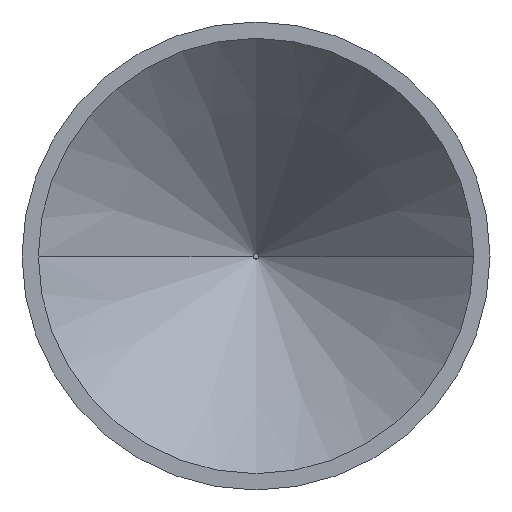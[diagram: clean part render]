
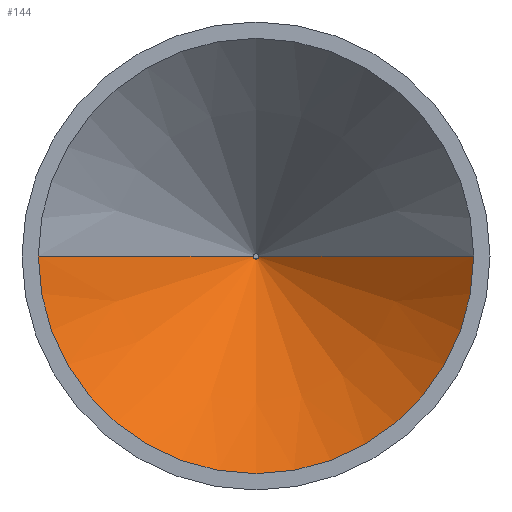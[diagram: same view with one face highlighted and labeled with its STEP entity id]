
A CAD part, top view. The second image highlights one B-rep face of the part: STEP entity #144.
In plain terms, the highlighted conical face has half-angle 45 degrees and reference radius 40 mm.
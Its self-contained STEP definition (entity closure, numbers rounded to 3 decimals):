
#1 = FACE_OUTER_BOUND ( 'NONE', #87, .T. ) ;
#4 = AXIS2_PLACEMENT_3D ( 'NONE', #157, #31, #19 ) ;
#5 = LINE ( 'NONE', #100, #118 ) ;
#7 = AXIS2_PLACEMENT_3D ( 'NONE', #79, #172, #52 ) ;
#15 = CARTESIAN_POINT ( 'NONE',  ( -40., 0., 0. ) ) ;
#19 = DIRECTION ( 'NONE',  ( 1., 0., 0. ) ) ;
#31 = DIRECTION ( 'NONE',  ( 0., 0., 1. ) ) ;
#34 = EDGE_CURVE ( 'NONE', #161, #119, #146, .T. ) ;
#37 = CONICAL_SURFACE ( 'NONE', #4, 40., 0.785 ) ;
#40 = EDGE_CURVE ( 'NONE', #130, #119, #185, .T. ) ;
#45 = DIRECTION ( 'NONE',  ( 1., 0., 0. ) ) ;
#52 = DIRECTION ( 'NONE',  ( 1., 0., 0. ) ) ;
#60 = VERTEX_POINT ( 'NONE', #74 ) ;
#64 = DIRECTION ( 'NONE',  ( -0.707, 0., 0.707 ) ) ;
#65 = CARTESIAN_POINT ( 'NONE',  ( 0.5, 0., -39.5 ) ) ;
#74 = CARTESIAN_POINT ( 'NONE',  ( -0.5, 0., -39.5 ) ) ;
#79 = CARTESIAN_POINT ( 'NONE',  ( 0., 0., -39.5 ) ) ;
#87 = EDGE_LOOP ( 'NONE', ( #98, #120, #179, #205 ) ) ;
#91 = AXIS2_PLACEMENT_3D ( 'NONE', #112, #110, #45 ) ;
#93 = CARTESIAN_POINT ( 'NONE',  ( 40., 0., 0. ) ) ;
#98 = ORIENTED_EDGE ( 'NONE', *, *, #170, .F. ) ;
#100 = CARTESIAN_POINT ( 'NONE',  ( -40., 0., 0. ) ) ;
#108 = EDGE_CURVE ( 'NONE', #60, #161, #5, .T. ) ;
#110 = DIRECTION ( 'NONE',  ( 0., 0., 1. ) ) ;
#112 = CARTESIAN_POINT ( 'NONE',  ( 0., 0., 0. ) ) ;
#116 = CARTESIAN_POINT ( 'NONE',  ( 40., 0., 0. ) ) ;
#118 = VECTOR ( 'NONE', #64, 1000. ) ;
#119 = VERTEX_POINT ( 'NONE', #116 ) ;
#120 = ORIENTED_EDGE ( 'NONE', *, *, #108, .T. ) ;
#130 = VERTEX_POINT ( 'NONE', #65 ) ;
#144 = ADVANCED_FACE ( 'NONE', ( #1 ), #37, .F. ) ;
#146 = CIRCLE ( 'NONE', #91, 40. ) ;
#157 = CARTESIAN_POINT ( 'NONE',  ( 0., 0., 0. ) ) ;
#159 = CIRCLE ( 'NONE', #7, 0.5 ) ;
#161 = VERTEX_POINT ( 'NONE', #15 ) ;
#170 = EDGE_CURVE ( 'NONE', #60, #130, #159, .T. ) ;
#172 = DIRECTION ( 'NONE',  ( 0., 0., 1. ) ) ;
#179 = ORIENTED_EDGE ( 'NONE', *, *, #34, .T. ) ;
#185 = LINE ( 'NONE', #93, #213 ) ;
#205 = ORIENTED_EDGE ( 'NONE', *, *, #40, .F. ) ;
#213 = VECTOR ( 'NONE', #214, 1000. ) ;
#214 = DIRECTION ( 'NONE',  ( 0.707, 0., 0.707 ) ) ;
